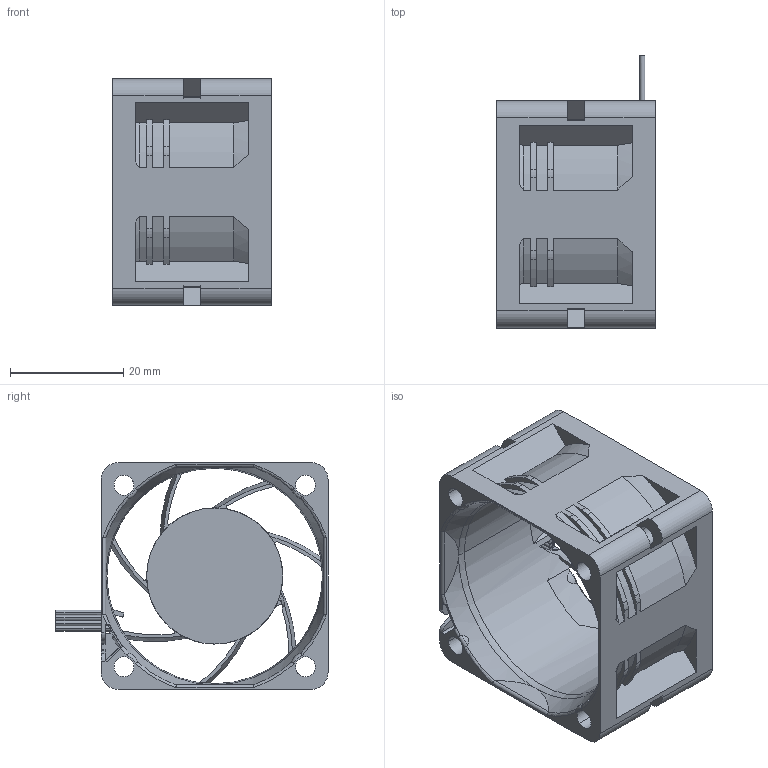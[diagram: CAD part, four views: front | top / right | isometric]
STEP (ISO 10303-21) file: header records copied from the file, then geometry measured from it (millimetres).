
FILE_DESCRIPTION((''),'2;1');
FILE_NAME('410203320000FRAME_ASM','2024-04-22T11:12:23',('LEO.YL.ZHANG'),(''),'CREO PARAMETRIC BY PTC INC, 2020454','CREO PARAMETRIC BY PTC INC, 2020454','');
FILE_SCHEMA(('CONFIG_CONTROL_DESIGN'));
Length unit declared in the file: millimetre
Products named in the file (5): 410203320000_1_1; 410203320000_1_2; 410203320000_1_3; 410203320000_1_ASM; 410203320000FRAME_ASM
Assembly tree (4 placements, depth 3):
  410203320000FRAME_ASM
    410203320000_1_ASM
      410203320000_1_1
      410203320000_1_2
      410203320000_1_3
Bounding box: 28 x 48 x 40 mm (x, y, z)
Volume: 9429.1 mm3; surface area: 12174.5 mm2
Topology: 3 solids, 3 shells, 380 faces, 1169 edges, 794 vertices
Faces by surface type: cylinder 144, plane 137, bspline 38, torus 30, cone 28, extrusion 3
Entity records: 19836 total; most frequent: CARTESIAN_POINT 9552, ORIENTED_EDGE 2334, DIRECTION 1939, EDGE_CURVE 1167, VERTEX_POINT 794, AXIS2_PLACEMENT_3D 745, VECTOR 449, LINE 446
